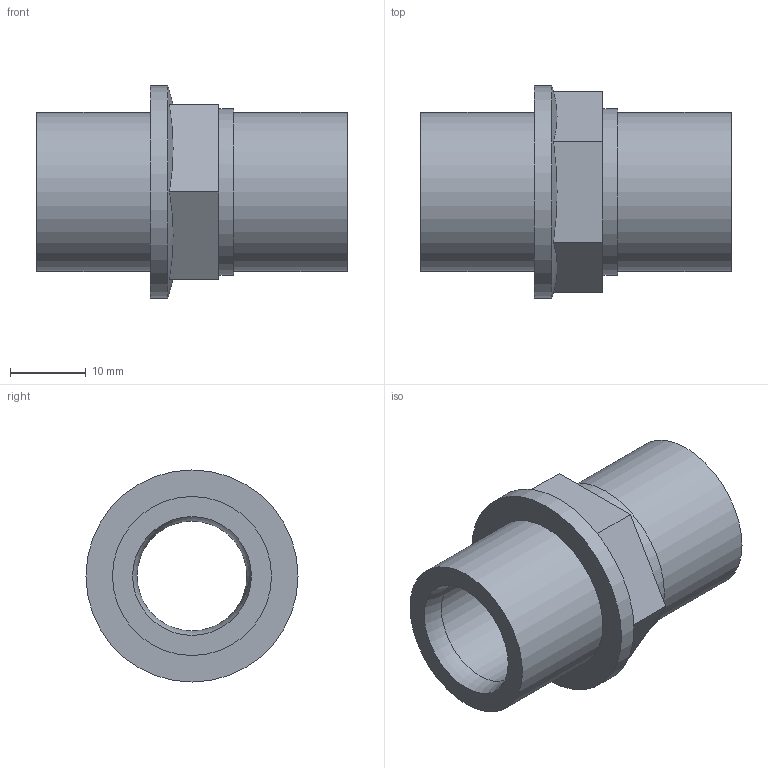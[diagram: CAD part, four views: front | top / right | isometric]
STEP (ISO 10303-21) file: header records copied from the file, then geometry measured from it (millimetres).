
FILE_DESCRIPTION(/* description */ (''),/* implementation_level */ '2;1');
FILE_NAME(/* name */ 'NFV012.ipt.stp',/* time_stamp */ '2013-10-01T14:48:04+02:00',/* author */ ('bfaro'),/* organization */ (''),/* preprocessor_version */ 'ST-DEVELOPER v15.2',/* originating_system */ 'Autodesk Inventor 2014',/* authorisation */ '');
FILE_SCHEMA (('AUTOMOTIVE_DESIGN { 1 0 10303 214 3 1 1 }'));
Length unit declared in the file: millimetre
Products named in the file (1): NFV012
Bounding box: 41 x 28 x 28 mm (x, y, z)
Volume: 8866.9 mm3; surface area: 5544.1 mm2
Topology: 1 solids, 1 shells, 20 faces, 50 edges, 35 vertices
Faces by surface type: plane 11, cylinder 5, torus 2, cone 1, bspline 1
Full cylindrical faces by diameter (mm): 14.5 x1, 21 x2, 22 x1, 28 x1
Entity records: 584 total; most frequent: CARTESIAN_POINT 144, DIRECTION 80, ORIENTED_EDGE 78, EDGE_CURVE 39, AXIS2_PLACEMENT_3D 34, EDGE_LOOP 33, VERTEX_POINT 32, FACE_OUTER_BOUND 20
